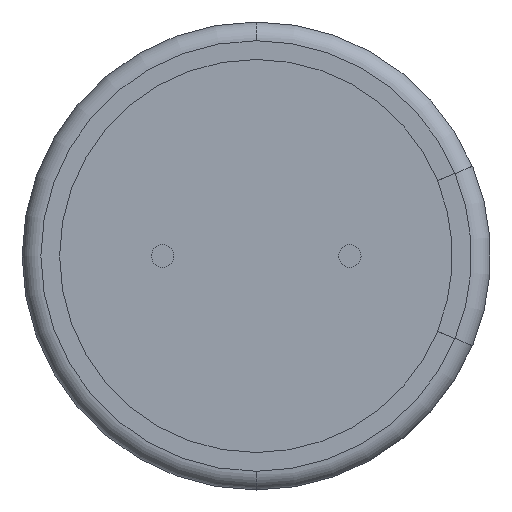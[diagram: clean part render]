
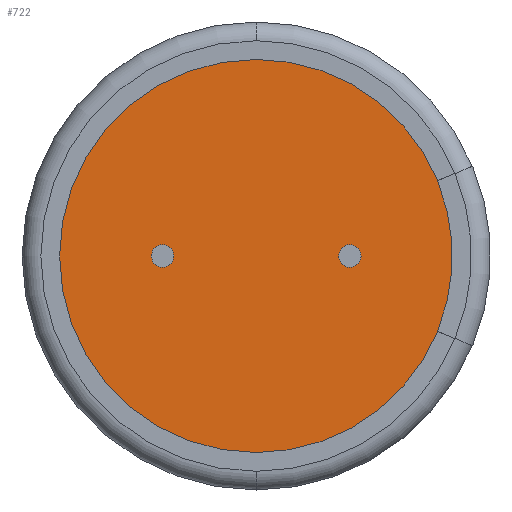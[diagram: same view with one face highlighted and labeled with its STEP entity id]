
A CAD part, front view. The second image highlights one B-rep face of the part: STEP entity #722.
In plain terms, the highlighted planar face has unit normal (0, -1, 0).
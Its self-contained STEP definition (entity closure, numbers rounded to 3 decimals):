
#21 = VERTEX_POINT ( 'NONE', #724 ) ;
#41 = ORIENTED_EDGE ( 'NONE', *, *, #1258, .F. ) ;
#49 = DIRECTION ( 'NONE',  ( -0.924, 0., 0.383 ) ) ;
#54 = DIRECTION ( 'NONE',  ( 0., 0., -1. ) ) ;
#64 = EDGE_LOOP ( 'NONE', ( #763, #957 ) ) ;
#67 = CIRCLE ( 'NONE', #210, 0.3 ) ;
#112 = DIRECTION ( 'NONE',  ( 0., 0., -1. ) ) ;
#114 = CIRCLE ( 'NONE', #1811, 5.25 ) ;
#184 = EDGE_CURVE ( 'NONE', #1246, #21, #114, .T. ) ;
#199 = EDGE_LOOP ( 'NONE', ( #41, #1914, #319, #338, #880, #233 ) ) ;
#200 = VERTEX_POINT ( 'NONE', #940 ) ;
#210 = AXIS2_PLACEMENT_3D ( 'NONE', #232, #1446, #418 ) ;
#232 = CARTESIAN_POINT ( 'NONE',  ( 2.5, 0.3, 0. ) ) ;
#233 = ORIENTED_EDGE ( 'NONE', *, *, #465, .T. ) ;
#312 = AXIS2_PLACEMENT_3D ( 'NONE', #2160, #1146, #112 ) ;
#319 = ORIENTED_EDGE ( 'NONE', *, *, #184, .T. ) ;
#338 = ORIENTED_EDGE ( 'NONE', *, *, #1843, .T. ) ;
#418 = DIRECTION ( 'NONE',  ( 0., 0., 1. ) ) ;
#421 = CARTESIAN_POINT ( 'NONE',  ( -0.001, 0.3, 0.004 ) ) ;
#446 = CARTESIAN_POINT ( 'NONE',  ( -0.01, 0.3, 0. ) ) ;
#465 = EDGE_CURVE ( 'NONE', #1295, #599, #633, .T. ) ;
#494 = CARTESIAN_POINT ( 'NONE',  ( -2.5, 0.3, 0. ) ) ;
#552 = EDGE_CURVE ( 'NONE', #1895, #1246, #752, .T. ) ;
#582 = EDGE_CURVE ( 'NONE', #1694, #1724, #67, .T. ) ;
#599 = VERTEX_POINT ( 'NONE', #939 ) ;
#623 = DIRECTION ( 'NONE',  ( 0., 0., -1. ) ) ;
#633 = CIRCLE ( 'NONE', #1161, 5.25 ) ;
#636 = ORIENTED_EDGE ( 'NONE', *, *, #582, .F. ) ;
#643 = CARTESIAN_POINT ( 'NONE',  ( 2.5, 0.3, 0.3 ) ) ;
#650 = DIRECTION ( 'NONE',  ( 0., -1., 0. ) ) ;
#654 = CIRCLE ( 'NONE', #312, 5.25 ) ;
#657 = DIRECTION ( 'NONE',  ( 0., 0., -1. ) ) ;
#661 = VECTOR ( 'NONE', #1794, 1000. ) ;
#683 = DIRECTION ( 'NONE',  ( 0., -1., 0. ) ) ;
#722 = ADVANCED_FACE ( 'NONE', ( #1797, #1736, #2178 ), #1299, .T. ) ;
#724 = CARTESIAN_POINT ( 'NONE',  ( 0., 0.3, -5.25 ) ) ;
#743 = CARTESIAN_POINT ( 'NONE',  ( 0., 0.3, 0. ) ) ;
#752 = CIRCLE ( 'NONE', #1422, 5.25 ) ;
#763 = ORIENTED_EDGE ( 'NONE', *, *, #2062, .F. ) ;
#776 = DIRECTION ( 'NONE',  ( 0., -1., 0. ) ) ;
#817 = CARTESIAN_POINT ( 'NONE',  ( 2.5, 0.3, -0.3 ) ) ;
#861 = AXIS2_PLACEMENT_3D ( 'NONE', #1713, #683, #1886 ) ;
#872 = CARTESIAN_POINT ( 'NONE',  ( -2.5, 0.3, 0.3 ) ) ;
#880 = ORIENTED_EDGE ( 'NONE', *, *, #1240, .T. ) ;
#891 = CIRCLE ( 'NONE', #861, 0.3 ) ;
#913 = VECTOR ( 'NONE', #49, 1000. ) ;
#923 = DIRECTION ( 'NONE',  ( 0., 0., -1. ) ) ;
#939 = CARTESIAN_POINT ( 'NONE',  ( 4.84, 0.3, 2.009 ) ) ;
#940 = CARTESIAN_POINT ( 'NONE',  ( -2.5, 0.3, -0.3 ) ) ;
#957 = ORIENTED_EDGE ( 'NONE', *, *, #1448, .F. ) ;
#1096 = DIRECTION ( 'NONE',  ( 0., -1., 0. ) ) ;
#1122 = LINE ( 'NONE', #421, #661 ) ;
#1146 = DIRECTION ( 'NONE',  ( 0., -1., 0. ) ) ;
#1161 = AXIS2_PLACEMENT_3D ( 'NONE', #446, #1646, #623 ) ;
#1202 = CARTESIAN_POINT ( 'NONE',  ( 4.849, 0.3, -2.013 ) ) ;
#1240 = EDGE_CURVE ( 'NONE', #2066, #1295, #2213, .T. ) ;
#1246 = VERTEX_POINT ( 'NONE', #1954 ) ;
#1258 = EDGE_CURVE ( 'NONE', #1895, #599, #1122, .T. ) ;
#1271 = EDGE_CURVE ( 'NONE', #1724, #1694, #1515, .T. ) ;
#1295 = VERTEX_POINT ( 'NONE', #1629 ) ;
#1299 = PLANE ( 'NONE',  #1725 ) ;
#1395 = ORIENTED_EDGE ( 'NONE', *, *, #1271, .F. ) ;
#1422 = AXIS2_PLACEMENT_3D ( 'NONE', #743, #1938, #923 ) ;
#1441 = CARTESIAN_POINT ( 'NONE',  ( -0.001, 0.3, -0.004 ) ) ;
#1446 = DIRECTION ( 'NONE',  ( 0., -1., 0. ) ) ;
#1448 = EDGE_CURVE ( 'NONE', #200, #2087, #1790, .T. ) ;
#1515 = CIRCLE ( 'NONE', #1755, 0.3 ) ;
#1628 = EDGE_LOOP ( 'NONE', ( #1395, #636 ) ) ;
#1629 = CARTESIAN_POINT ( 'NONE',  ( 4.84, 0.3, -2.009 ) ) ;
#1646 = DIRECTION ( 'NONE',  ( 0., -1., 0. ) ) ;
#1676 = CARTESIAN_POINT ( 'NONE',  ( 0., 0.3, 0. ) ) ;
#1686 = DIRECTION ( 'NONE',  ( 0., -1., 0. ) ) ;
#1694 = VERTEX_POINT ( 'NONE', #817 ) ;
#1713 = CARTESIAN_POINT ( 'NONE',  ( -2.5, 0.3, 0. ) ) ;
#1724 = VERTEX_POINT ( 'NONE', #643 ) ;
#1725 = AXIS2_PLACEMENT_3D ( 'NONE', #1676, #650, #1851 ) ;
#1736 = FACE_BOUND ( 'NONE', #1628, .T. ) ;
#1755 = AXIS2_PLACEMENT_3D ( 'NONE', #1801, #776, #1964 ) ;
#1790 = CIRCLE ( 'NONE', #2054, 0.3 ) ;
#1794 = DIRECTION ( 'NONE',  ( -0.924, 0., -0.383 ) ) ;
#1797 = FACE_OUTER_BOUND ( 'NONE', #199, .T. ) ;
#1801 = CARTESIAN_POINT ( 'NONE',  ( 2.5, 0.3, 0. ) ) ;
#1811 = AXIS2_PLACEMENT_3D ( 'NONE', #2111, #1096, #54 ) ;
#1843 = EDGE_CURVE ( 'NONE', #21, #2066, #654, .T. ) ;
#1851 = DIRECTION ( 'NONE',  ( 0., 0., -1. ) ) ;
#1886 = DIRECTION ( 'NONE',  ( 0., 0., -1. ) ) ;
#1895 = VERTEX_POINT ( 'NONE', #2163 ) ;
#1914 = ORIENTED_EDGE ( 'NONE', *, *, #552, .T. ) ;
#1938 = DIRECTION ( 'NONE',  ( 0., -1., 0. ) ) ;
#1954 = CARTESIAN_POINT ( 'NONE',  ( 0., 0.3, 5.25 ) ) ;
#1964 = DIRECTION ( 'NONE',  ( 0., 0., 1. ) ) ;
#2054 = AXIS2_PLACEMENT_3D ( 'NONE', #494, #1686, #657 ) ;
#2062 = EDGE_CURVE ( 'NONE', #2087, #200, #891, .T. ) ;
#2066 = VERTEX_POINT ( 'NONE', #1202 ) ;
#2087 = VERTEX_POINT ( 'NONE', #872 ) ;
#2111 = CARTESIAN_POINT ( 'NONE',  ( 0., 0.3, 0. ) ) ;
#2160 = CARTESIAN_POINT ( 'NONE',  ( 0., 0.3, 0. ) ) ;
#2163 = CARTESIAN_POINT ( 'NONE',  ( 4.849, 0.3, 2.013 ) ) ;
#2178 = FACE_BOUND ( 'NONE', #64, .T. ) ;
#2213 = LINE ( 'NONE', #1441, #913 ) ;
